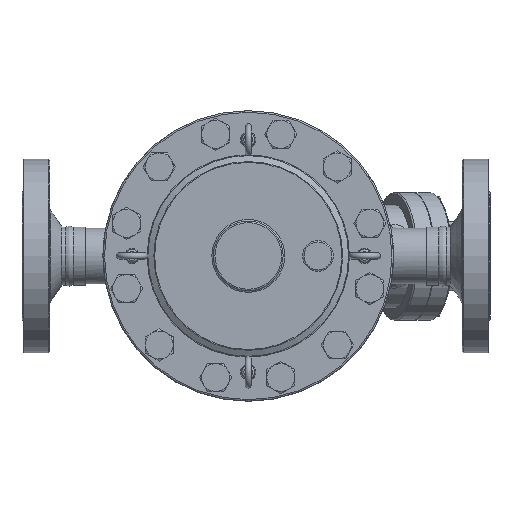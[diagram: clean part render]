
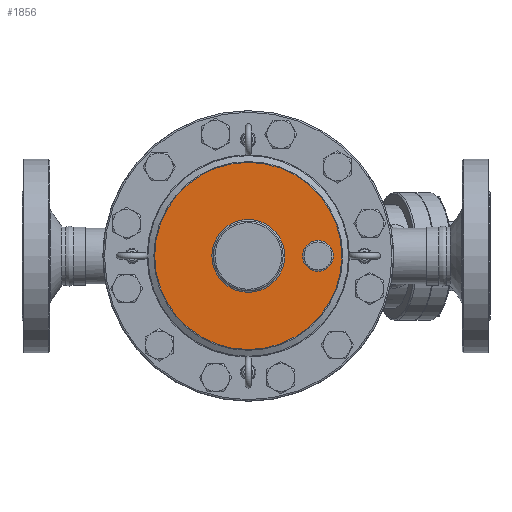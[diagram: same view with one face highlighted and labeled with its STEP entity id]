
A CAD part, top view. The second image highlights one B-rep face of the part: STEP entity #1856.
In plain terms, the highlighted planar face has unit normal (0, 0, 1).
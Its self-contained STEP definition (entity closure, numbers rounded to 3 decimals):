
#1814=CARTESIAN_POINT('',(47.0,0.,76.));
#1815=VERTEX_POINT('',#1814);
#1816=CARTESIAN_POINT('',(0.,0.0,76.));
#1817=DIRECTION('',(0.0,0.0,1.0));
#1818=DIRECTION('',(-1.0,0.0,0.0));
#1819=AXIS2_PLACEMENT_3D('',#1816,#1817,#1818);
#1820=CIRCLE('',#1819,47.0);
#1821=EDGE_CURVE('',#1815,#1815,#1820,.T.);
#1826=CARTESIAN_POINT('',(60.67,0.0,76.));
#1827=DIRECTION('',(0.0,0.0,1.0));
#1828=DIRECTION('',(1.0,0.0,0.0));
#1829=AXIS2_PLACEMENT_3D('',#1826,#1827,#1828);
#1830=PLANE('',#1829);
#1831=CARTESIAN_POINT('',(120.804,0.,76.));
#1832=VERTEX_POINT('',#1831);
#1833=CARTESIAN_POINT('',(0.,0.0,76.));
#1834=DIRECTION('',(0.0,0.0,-1.0));
#1835=DIRECTION('',(-1.0,0.0,0.0));
#1836=AXIS2_PLACEMENT_3D('',#1833,#1834,#1835);
#1837=CIRCLE('',#1836,120.804);
#1838=EDGE_CURVE('',#1832,#1832,#1837,.T.);
#1839=ORIENTED_EDGE('',*,*,#1838,.F.);
#1840=EDGE_LOOP('',(#1839));
#1841=FACE_OUTER_BOUND('',#1840,.T.);
#1842=ORIENTED_EDGE('',*,*,#1821,.F.);
#1843=EDGE_LOOP('',(#1842));
#1844=FACE_BOUND('',#1843,.T.);
#1845=CARTESIAN_POINT('',(110.0,0.,76.));
#1846=VERTEX_POINT('',#1845);
#1847=CARTESIAN_POINT('',(90.0,0.0,76.));
#1848=DIRECTION('',(0.0,0.0,1.0));
#1849=DIRECTION('',(-1.0,0.0,0.0));
#1850=AXIS2_PLACEMENT_3D('',#1847,#1848,#1849);
#1851=CIRCLE('',#1850,20.0);
#1852=EDGE_CURVE('',#1846,#1846,#1851,.T.);
#1853=ORIENTED_EDGE('',*,*,#1852,.F.);
#1854=EDGE_LOOP('',(#1853));
#1855=FACE_BOUND('',#1854,.T.);
#1856=ADVANCED_FACE('',(#1841,#1844,#1855),#1830,.T.);
